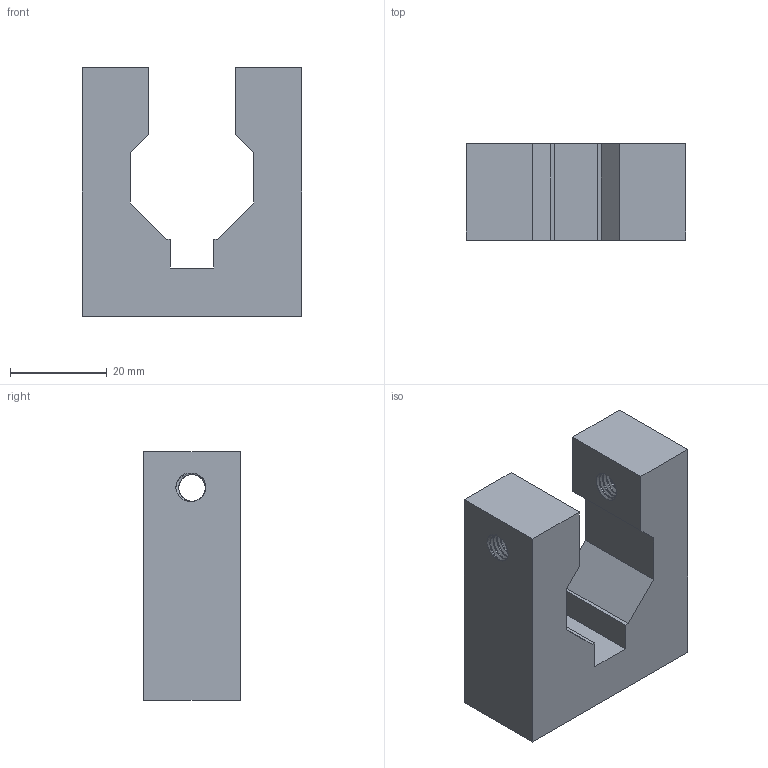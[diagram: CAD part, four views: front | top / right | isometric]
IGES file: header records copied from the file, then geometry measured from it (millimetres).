
Start section: SolidWorks IGES file using analytic representation for surfaces
Global section: file name: Pièce1.IGS; native system: SolidWorks 2015; preprocessor: SolidWorks 2015; author: Alain; date: 170518.201313; units: millimetre
Bounding box: 45.5 x 20 x 51.5 mm (x, y, z)
Surface area: 9395.7 mm2 (no closed solid volume)
Topology: 0 solids, 0 shells, 79 faces, 1899 edges, 1899 vertices
Faces by surface type: revolution 54, bspline 25
